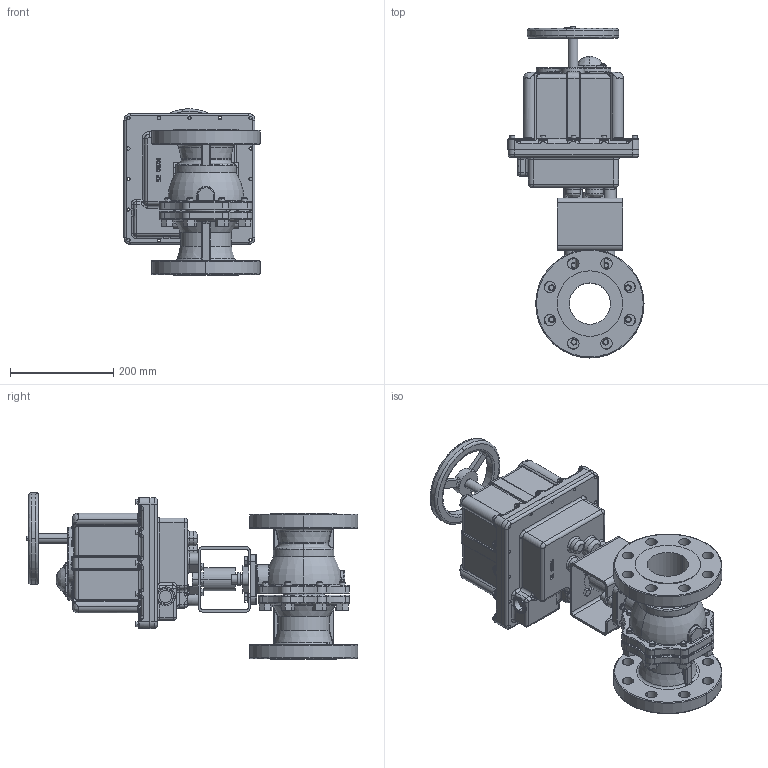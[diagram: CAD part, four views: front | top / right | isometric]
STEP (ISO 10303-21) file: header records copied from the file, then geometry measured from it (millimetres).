
FILE_DESCRIPTION (( 'STEP AP203' ), '1' );
FILE_NAME ('6801F-300_ER-20.STEP', '2017-12-07T18:24:01', ( '' ), ( '' ), 'SwSTEP 2.0', 'SolidWorks 2014', '' );
FILE_SCHEMA (( 'CONFIG_CONTROL_DESIGN' ));
Length unit declared in the file: inch
Products named in the file (1): 6801F-300_ER-20
Bounding box: 263.88 x 643.39 x 323.09 mm (x, y, z)
Surface area: 880464 mm2 (no closed solid volume)
Topology: 0 solids, 46 shells, 1662 faces, 4974 edges, 3240 vertices
Faces by surface type: cylinder 581, bspline 432, plane 424, torus 112, cone 108, sphere 5
Entity records: 86587 total; most frequent: CARTESIAN_POINT 45448, ORIENTED_EDGE 8561, DIRECTION 8020, EDGE_CURVE 4926, VERTEX_POINT 3240, AXIS2_PLACEMENT_3D 3166, CIRCLE 1935, EDGE_LOOP 1853
